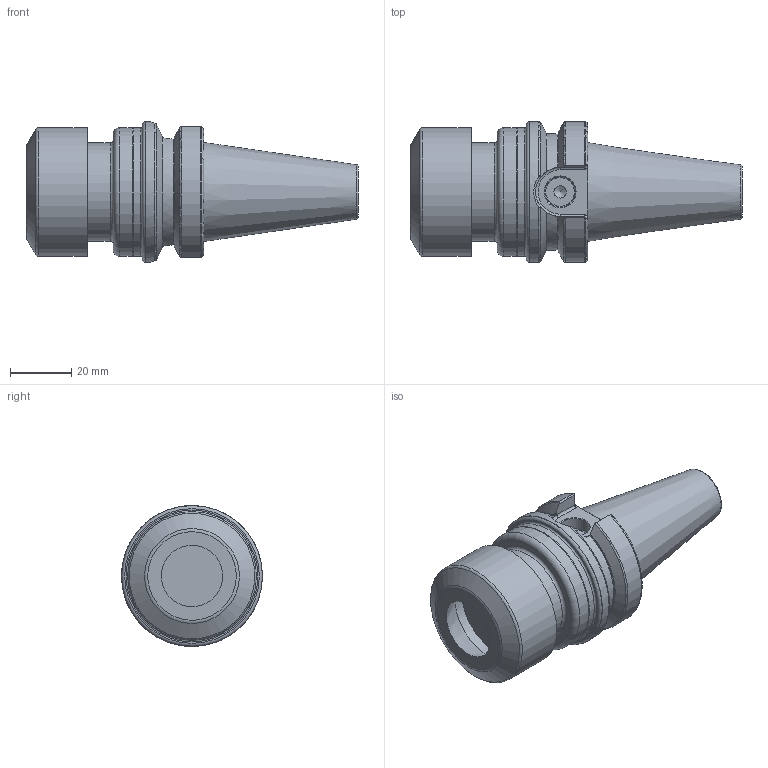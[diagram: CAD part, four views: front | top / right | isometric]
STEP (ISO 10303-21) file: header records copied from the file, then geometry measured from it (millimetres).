
FILE_DESCRIPTION(/* description */ (''),/* implementation_level */ '2;1');
FILE_NAME(/* name */ 'ABT30-ER-25-060.stp',/* time_stamp */ '2024-12-19T08:39:47+03:00',/* author */ (''),/* organization */ (''),/* preprocessor_version */ 'ST-DEVELOPER v19.4',/* originating_system */ 'SIEMENS PLM Software NX2306.3001',/* authorisation */ '');
FILE_SCHEMA (('AUTOMOTIVE_DESIGN { 1 0 10303 214 3 1 1 1 }'));
Length unit declared in the file: millimetre
Products named in the file (1): ABT30-ER-25-060-LIGHT_objects
Bounding box: 108.4 x 46 x 46 mm (x, y, z)
Volume: 92299.6 mm3; surface area: 17289.9 mm2
Topology: 1 solids, 1 shells, 90 faces, 228 edges, 145 vertices
Faces by surface type: plane 27, cylinder 23, torus 23, cone 15, bspline 2
Full cylindrical faces by diameter (mm): 4 x1, 10 x1, 30 x1, 30.5 x1, 32 x1, 41.8 x1, 42 x2, 46 x1
Entity records: 2895 total; most frequent: CARTESIAN_POINT 928, DIRECTION 388, ORIENTED_EDGE 376, EDGE_CURVE 188, AXIS2_PLACEMENT_3D 168, VERTEX_POINT 135, EDGE_LOOP 124, ADVANCED_FACE 90
